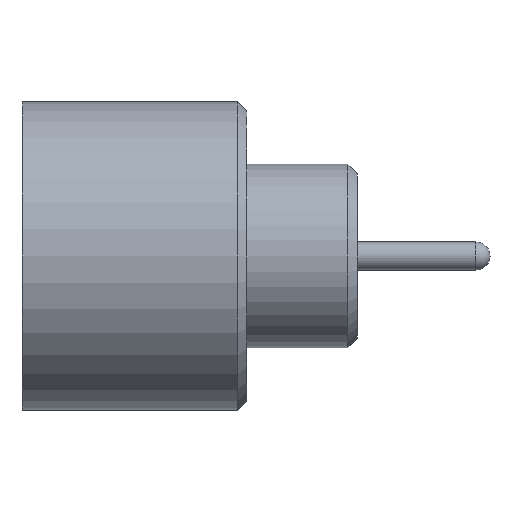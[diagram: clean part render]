
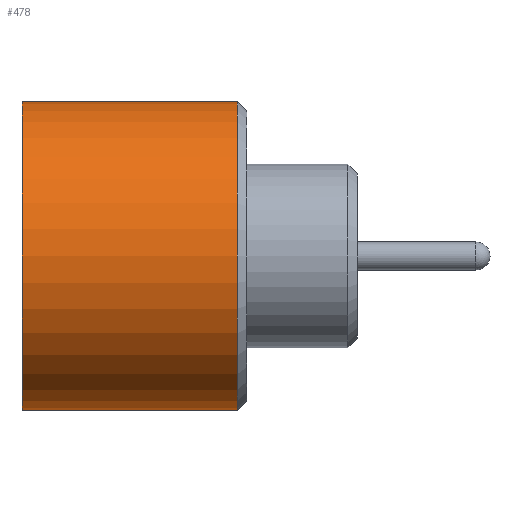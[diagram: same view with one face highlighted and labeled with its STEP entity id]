
A CAD part, front view. The second image highlights one B-rep face of the part: STEP entity #478.
In plain terms, the highlighted cylindrical face has radius 2.095 mm (diameter 4.191 mm), a partial arc.
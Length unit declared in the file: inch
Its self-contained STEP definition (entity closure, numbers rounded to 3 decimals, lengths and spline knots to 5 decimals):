
#45 = VERTEX_POINT ( 'NONE', #344 ) ;
#62 = DIRECTION ( 'NONE',  ( -1., 0., 0. ) ) ;
#112 = VERTEX_POINT ( 'NONE', #762 ) ;
#236 = DIRECTION ( 'NONE',  ( -1., 0., 0. ) ) ;
#269 = EDGE_LOOP ( 'NONE', ( #991, #774, #948, #661 ) ) ;
#344 = CARTESIAN_POINT ( 'NONE',  ( 0., 0., -0.0825 ) ) ;
#379 = CARTESIAN_POINT ( 'NONE',  ( 0.115, 0., -0.0825 ) ) ;
#398 = LINE ( 'NONE', #781, #769 ) ;
#451 = VECTOR ( 'NONE', #827, 39.37008 ) ;
#477 = DIRECTION ( 'NONE',  ( -1., 0., 0. ) ) ;
#478 = ADVANCED_FACE ( 'NONE', ( #657 ), #1042, .T. ) ;
#532 = CIRCLE ( 'NONE', #850, 0.0825 ) ;
#555 = AXIS2_PLACEMENT_3D ( 'NONE', #965, #477, #1054 ) ;
#607 = LINE ( 'NONE', #667, #451 ) ;
#621 = CARTESIAN_POINT ( 'NONE',  ( 0., 0., 0. ) ) ;
#626 = EDGE_CURVE ( 'NONE', #996, #45, #607, .T. ) ;
#657 = FACE_OUTER_BOUND ( 'NONE', #269, .T. ) ;
#661 = ORIENTED_EDGE ( 'NONE', *, *, #1055, .F. ) ;
#667 = CARTESIAN_POINT ( 'NONE',  ( 0.23, 0., -0.0825 ) ) ;
#690 = DIRECTION ( 'NONE',  ( -1., 0., 0. ) ) ;
#762 = CARTESIAN_POINT ( 'NONE',  ( 0., 0., 0.0825 ) ) ;
#769 = VECTOR ( 'NONE', #690, 39.37008 ) ;
#774 = ORIENTED_EDGE ( 'NONE', *, *, #1009, .T. ) ;
#781 = CARTESIAN_POINT ( 'NONE',  ( 0.23, 0., 0.0825 ) ) ;
#786 = CARTESIAN_POINT ( 'NONE',  ( 0.115, 0., 0.0825 ) ) ;
#797 = AXIS2_PLACEMENT_3D ( 'NONE', #961, #62, #1038 ) ;
#827 = DIRECTION ( 'NONE',  ( -1., 0., 0. ) ) ;
#850 = AXIS2_PLACEMENT_3D ( 'NONE', #621, #236, #973 ) ;
#874 = EDGE_CURVE ( 'NONE', #929, #112, #398, .T. ) ;
#929 = VERTEX_POINT ( 'NONE', #786 ) ;
#948 = ORIENTED_EDGE ( 'NONE', *, *, #874, .T. ) ;
#961 = CARTESIAN_POINT ( 'NONE',  ( 0.115, 0., 0. ) ) ;
#965 = CARTESIAN_POINT ( 'NONE',  ( 0.23, 0., 0. ) ) ;
#973 = DIRECTION ( 'NONE',  ( 0., 0., 1. ) ) ;
#991 = ORIENTED_EDGE ( 'NONE', *, *, #626, .F. ) ;
#996 = VERTEX_POINT ( 'NONE', #379 ) ;
#1009 = EDGE_CURVE ( 'NONE', #996, #929, #1028, .T. ) ;
#1028 = CIRCLE ( 'NONE', #797, 0.0825 ) ;
#1038 = DIRECTION ( 'NONE',  ( 0., 0., -1. ) ) ;
#1042 = CYLINDRICAL_SURFACE ( 'NONE', #555, 0.0825 ) ;
#1054 = DIRECTION ( 'NONE',  ( 0., 0., 1. ) ) ;
#1055 = EDGE_CURVE ( 'NONE', #45, #112, #532, .T. ) ;
